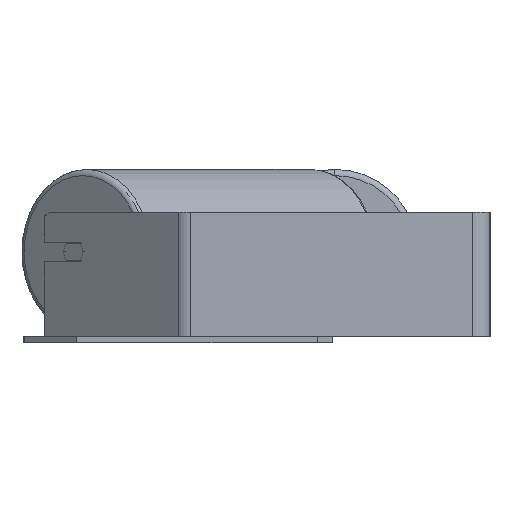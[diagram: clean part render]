
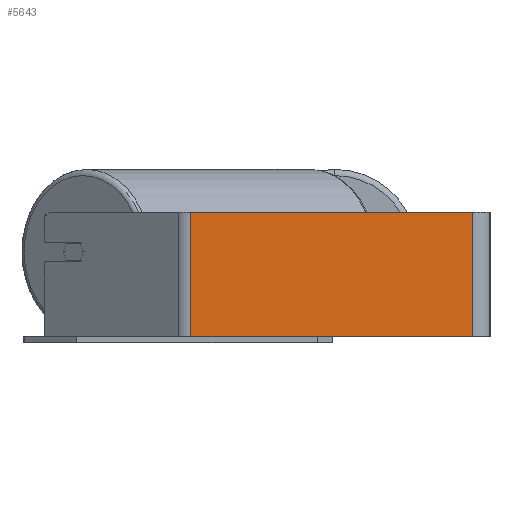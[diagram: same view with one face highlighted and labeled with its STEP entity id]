
A CAD part, left-side view. The second image highlights one B-rep face of the part: STEP entity #5643.
In plain terms, the highlighted planar face has unit normal (-1, 0, 0).
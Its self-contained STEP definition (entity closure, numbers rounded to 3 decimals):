
#643 = PLANE ( 'NONE',  #2461 ) ;
#722 = CARTESIAN_POINT ( 'NONE',  ( -500., 241.62, 50. ) ) ;
#885 = EDGE_CURVE ( 'NONE', #7403, #2320, #3938, .T. ) ;
#969 = EDGE_CURVE ( 'NONE', #2493, #2320, #8955, .T. ) ;
#982 = VECTOR ( 'NONE', #4399, 1000. ) ;
#1254 = EDGE_CURVE ( 'NONE', #3226, #2493, #8987, .T. ) ;
#1901 = CARTESIAN_POINT ( 'NONE',  ( -500., 14., -50. ) ) ;
#1944 = CARTESIAN_POINT ( 'NONE',  ( -500., 14., 50. ) ) ;
#2320 = VERTEX_POINT ( 'NONE', #1901 ) ;
#2461 = AXIS2_PLACEMENT_3D ( 'NONE', #8202, #4854, #7643 ) ;
#2493 = VERTEX_POINT ( 'NONE', #6534 ) ;
#2607 = ORIENTED_EDGE ( 'NONE', *, *, #3360, .F. ) ;
#2837 = CARTESIAN_POINT ( 'NONE',  ( -500., 241.62, 50. ) ) ;
#3226 = VERTEX_POINT ( 'NONE', #722 ) ;
#3299 = DIRECTION ( 'NONE',  ( 0., 0., -1. ) ) ;
#3342 = EDGE_LOOP ( 'NONE', ( #6867, #5821, #2607, #6850 ) ) ;
#3360 = EDGE_CURVE ( 'NONE', #3226, #7403, #7847, .T. ) ;
#3420 = VECTOR ( 'NONE', #6016, 1000. ) ;
#3572 = VECTOR ( 'NONE', #6964, 1000. ) ;
#3938 = LINE ( 'NONE', #1944, #7359 ) ;
#4250 = CARTESIAN_POINT ( 'NONE',  ( -500., 14., 50. ) ) ;
#4399 = DIRECTION ( 'NONE',  ( 0., -1., 0. ) ) ;
#4574 = CARTESIAN_POINT ( 'NONE',  ( -500., 246.716, -50. ) ) ;
#4854 = DIRECTION ( 'NONE',  ( 1., 0., 0. ) ) ;
#5009 = CARTESIAN_POINT ( 'NONE',  ( -500., 246.716, 50. ) ) ;
#5643 = ADVANCED_FACE ( 'NONE', ( #9031 ), #643, .F. ) ;
#5821 = ORIENTED_EDGE ( 'NONE', *, *, #885, .F. ) ;
#6016 = DIRECTION ( 'NONE',  ( 0., -1., 0. ) ) ;
#6534 = CARTESIAN_POINT ( 'NONE',  ( -500., 241.62, -50. ) ) ;
#6850 = ORIENTED_EDGE ( 'NONE', *, *, #1254, .T. ) ;
#6867 = ORIENTED_EDGE ( 'NONE', *, *, #969, .T. ) ;
#6964 = DIRECTION ( 'NONE',  ( 0., 0., -1. ) ) ;
#7359 = VECTOR ( 'NONE', #3299, 1000. ) ;
#7403 = VERTEX_POINT ( 'NONE', #4250 ) ;
#7643 = DIRECTION ( 'NONE',  ( 0., 0., -1. ) ) ;
#7847 = LINE ( 'NONE', #5009, #982 ) ;
#8202 = CARTESIAN_POINT ( 'NONE',  ( -500., 246.716, 50. ) ) ;
#8955 = LINE ( 'NONE', #4574, #3420 ) ;
#8987 = LINE ( 'NONE', #2837, #3572 ) ;
#9031 = FACE_OUTER_BOUND ( 'NONE', #3342, .T. ) ;
